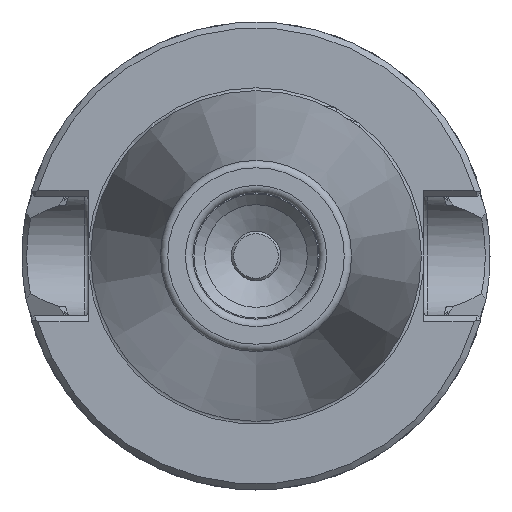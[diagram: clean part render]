
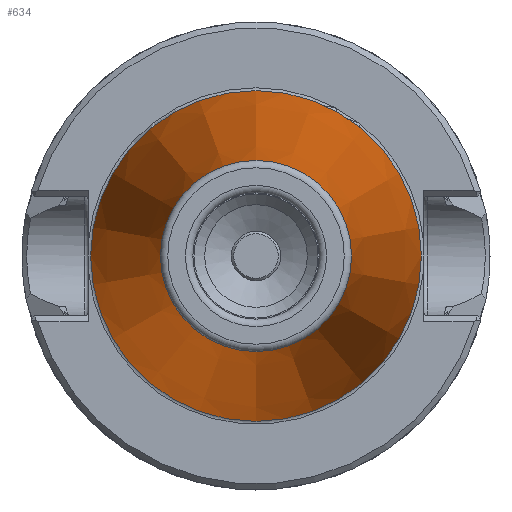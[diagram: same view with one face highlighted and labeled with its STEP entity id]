
A CAD part, left-side view. The second image highlights one B-rep face of the part: STEP entity #634.
In plain terms, the highlighted conical face has half-angle 8.297 degrees and reference radius 12.871 mm.
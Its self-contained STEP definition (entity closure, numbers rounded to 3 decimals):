
#634 = ADVANCED_FACE( '', ( #1311, #1312 ), #1313, .T. );
#1311 = FACE_OUTER_BOUND( '', #2093, .T. );
#1312 = FACE_BOUND( '', #2094, .T. );
#1313 = CONICAL_SURFACE( '', #2095, 12.871, 0.145 );
#2093 = EDGE_LOOP( '', ( #3818 ) );
#2094 = EDGE_LOOP( '', ( #3819 ) );
#2095 = AXIS2_PLACEMENT_3D( '', #3820, #3821, #3822 );
#3818 = ORIENTED_EDGE( '', *, *, #4580, .T. );
#3819 = ORIENTED_EDGE( '', *, *, #4660, .F. );
#3820 = CARTESIAN_POINT( '', ( -64.544, 0., 0. ) );
#3821 = DIRECTION( '', ( 1., 0., 0. ) );
#3822 = DIRECTION( '', ( 0., 0., -1. ) );
#4580 = EDGE_CURVE( '', #5584, #5584, #5585, .T. );
#4660 = EDGE_CURVE( '', #5671, #5671, #5672, .T. );
#5584 = VERTEX_POINT( '', #7448 );
#5585 = CIRCLE( '', #7449, 22.268 );
#5671 = VERTEX_POINT( '', #7612 );
#5672 = CIRCLE( '', #7613, 12.871 );
#7448 = CARTESIAN_POINT( '', ( -0.106, 0., 22.268 ) );
#7449 = AXIS2_PLACEMENT_3D( '', #8274, #8275, #8276 );
#7612 = CARTESIAN_POINT( '', ( -64.544, 0., 12.871 ) );
#7613 = AXIS2_PLACEMENT_3D( '', #8319, #8320, #8321 );
#8274 = CARTESIAN_POINT( '', ( -0.106, 0., 0. ) );
#8275 = DIRECTION( '', ( -1., 0., 0. ) );
#8276 = DIRECTION( '', ( 0., 0., 1. ) );
#8319 = CARTESIAN_POINT( '', ( -64.544, 0., 0. ) );
#8320 = DIRECTION( '', ( -1., 0., 0. ) );
#8321 = DIRECTION( '', ( 0., 0., 1. ) );
